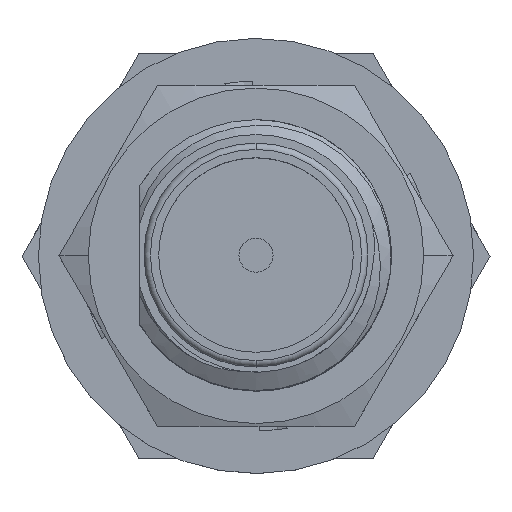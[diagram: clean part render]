
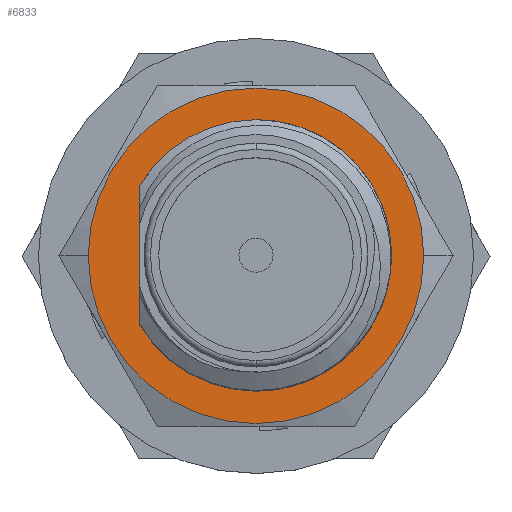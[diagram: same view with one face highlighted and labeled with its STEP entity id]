
A CAD part, top view. The second image highlights one B-rep face of the part: STEP entity #6833.
In plain terms, the highlighted planar face has unit normal (0, 0, 1).
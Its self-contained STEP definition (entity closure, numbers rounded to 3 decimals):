
#151=DIRECTION('',(0.,1.,0.));
#152=VECTOR('',#151,0.669);
#153=CARTESIAN_POINT('',(-2.725,-0.334,-10.6));
#154=LINE('',#153,#152);
#175=CARTESIAN_POINT('',(0.,0.,-10.6));
#176=DIRECTION('',(0.,0.,1.));
#177=DIRECTION('',(1.,0.,0.));
#178=AXIS2_PLACEMENT_3D('',#175,#176,#177);
#180=CARTESIAN_POINT('',(0.,0.,-10.6));
#181=DIRECTION('',(0.,0.,1.));
#182=DIRECTION('',(-1.,0.,0.));
#183=AXIS2_PLACEMENT_3D('',#180,#181,#182);
#5414=CARTESIAN_POINT('',(0.,0.,-10.6));
#5415=DIRECTION('',(0.,0.,-1.));
#5416=DIRECTION('',(0.893,0.451,0.));
#5417=AXIS2_PLACEMENT_3D('',#5414,#5415,#5416);
#5471=CARTESIAN_POINT('',(3.017,-0.99,-10.6));
#5472=CARTESIAN_POINT('',(2.967,-1.111,-10.6));
#5473=CARTESIAN_POINT('',(2.856,-1.342,-10.6));
#5474=CARTESIAN_POINT('',(2.649,-1.663,-10.6));
#5475=CARTESIAN_POINT('',(2.418,-1.943,-10.6));
#5476=CARTESIAN_POINT('',(2.164,-2.188,-10.6));
#5477=CARTESIAN_POINT('',(1.886,-2.402,-10.6));
#5478=CARTESIAN_POINT('',(1.584,-2.581,-10.6));
#5479=CARTESIAN_POINT('',(1.265,-2.723,-10.6));
#5480=CARTESIAN_POINT('',(0.944,-2.823,-10.6));
#5481=CARTESIAN_POINT('',(0.646,-2.881,-10.6));
#5482=CARTESIAN_POINT('',(0.386,-2.906,-10.6));
#5483=CARTESIAN_POINT('',(0.159,-2.91,-10.6));
#5484=CARTESIAN_POINT('',(-0.047,-2.899,-10.6));
#5485=CARTESIAN_POINT('',(-0.247,-2.874,-10.6));
#5486=CARTESIAN_POINT('',(-0.449,-2.834,-10.6));
#5487=CARTESIAN_POINT('',(-0.65,-2.778,-10.6));
#5488=CARTESIAN_POINT('',(-0.844,-2.709,-10.6));
#5489=CARTESIAN_POINT('',(-1.032,-2.625,-10.6));
#5490=CARTESIAN_POINT('',(-1.215,-2.528,-10.6));
#5491=CARTESIAN_POINT('',(-1.398,-2.412,-10.6));
#5492=CARTESIAN_POINT('',(-1.585,-2.272,-10.6));
#5493=CARTESIAN_POINT('',(-1.716,-2.154,-10.6));
#5494=CARTESIAN_POINT('',(-1.781,-2.089,-10.6));
#5504=CARTESIAN_POINT('',(-1.781,-2.089,-10.6));
#5505=CARTESIAN_POINT('',(-1.832,-2.046,-10.6));
#5506=CARTESIAN_POINT('',(-1.929,-1.957,-10.6));
#5507=CARTESIAN_POINT('',(-2.058,-1.82,-10.6));
#5508=CARTESIAN_POINT('',(-2.175,-1.678,-10.6));
#5509=CARTESIAN_POINT('',(-2.282,-1.529,-10.6));
#5510=CARTESIAN_POINT('',(-2.379,-1.373,-10.6));
#5511=CARTESIAN_POINT('',(-2.466,-1.211,-10.6));
#5512=CARTESIAN_POINT('',(-2.541,-1.044,-10.6));
#5513=CARTESIAN_POINT('',(-2.605,-0.871,-10.6));
#5514=CARTESIAN_POINT('',(-2.658,-0.695,-10.6));
#5515=CARTESIAN_POINT('',(-2.699,-0.516,-10.6));
#5516=CARTESIAN_POINT('',(-2.718,-0.395,-10.6));
#5517=CARTESIAN_POINT('',(-2.725,-0.334,-10.6));
#5708=CARTESIAN_POINT('',(-2.089,1.781,-10.6));
#5709=CARTESIAN_POINT('',(-2.02,1.877,-10.6));
#5710=CARTESIAN_POINT('',(-1.869,2.058,-10.6));
#5711=CARTESIAN_POINT('',(-1.608,2.301,-10.6));
#5712=CARTESIAN_POINT('',(-1.323,2.506,-10.6));
#5713=CARTESIAN_POINT('',(-1.019,2.674,-10.6));
#5714=CARTESIAN_POINT('',(-0.694,2.804,-10.6));
#5715=CARTESIAN_POINT('',(-0.354,2.894,-10.6));
#5716=CARTESIAN_POINT('',(-0.002,2.941,-10.6));
#5717=CARTESIAN_POINT('',(0.343,2.945,-10.6));
#5718=CARTESIAN_POINT('',(0.653,2.914,-10.6));
#5719=CARTESIAN_POINT('',(0.913,2.862,-10.6));
#5720=CARTESIAN_POINT('',(1.137,2.799,-10.6));
#5721=CARTESIAN_POINT('',(1.343,2.724,-10.6));
#5722=CARTESIAN_POINT('',(1.545,2.634,-10.6));
#5723=CARTESIAN_POINT('',(1.745,2.526,-10.6));
#5724=CARTESIAN_POINT('',(1.941,2.4,-10.6));
#5725=CARTESIAN_POINT('',(2.117,2.266,-10.6));
#5726=CARTESIAN_POINT('',(2.267,2.136,-10.6));
#5727=CARTESIAN_POINT('',(2.396,2.008,-10.6));
#5728=CARTESIAN_POINT('',(2.514,1.879,-10.6));
#5729=CARTESIAN_POINT('',(2.626,1.741,-10.6));
#5730=CARTESIAN_POINT('',(2.735,1.59,-10.6));
#5731=CARTESIAN_POINT('',(2.802,1.485,-10.6));
#5732=CARTESIAN_POINT('',(2.834,1.431,-10.6));
#5750=CARTESIAN_POINT('',(-2.725,0.334,-10.6));
#5751=CARTESIAN_POINT('',(-2.717,0.399,-10.6));
#5752=CARTESIAN_POINT('',(-2.697,0.528,-10.6));
#5753=CARTESIAN_POINT('',(-2.65,0.726,-10.6));
#5754=CARTESIAN_POINT('',(-2.59,0.918,-10.6));
#5755=CARTESIAN_POINT('',(-2.518,1.099,-10.6));
#5756=CARTESIAN_POINT('',(-2.439,1.264,-10.6));
#5757=CARTESIAN_POINT('',(-2.356,1.413,-10.6));
#5758=CARTESIAN_POINT('',(-2.271,1.545,-10.6));
#5759=CARTESIAN_POINT('',(-2.184,1.666,-10.6));
#5760=CARTESIAN_POINT('',(-2.121,1.743,-10.6));
#5761=CARTESIAN_POINT('',(-2.089,1.781,-10.6));
#6130=CARTESIAN_POINT('',(-3.932,0.,-10.6));
#6131=CARTESIAN_POINT('',(3.932,0.,-10.6));
#6132=VERTEX_POINT('',#6130);
#6133=VERTEX_POINT('',#6131);
#6171=CARTESIAN_POINT('',(-2.725,-0.334,-10.6));
#6172=CARTESIAN_POINT('',(-2.725,0.334,-10.6));
#6173=VERTEX_POINT('',#6171);
#6174=VERTEX_POINT('',#6172);
#6177=VERTEX_POINT('',#5471);
#6178=VERTEX_POINT('',#5494);
#6180=VERTEX_POINT('',#5708);
#6181=VERTEX_POINT('',#5732);
#6809=CARTESIAN_POINT('',(0.,0.,-10.6));
#6810=DIRECTION('',(0.,0.,1.));
#6811=DIRECTION('',(1.,0.,0.));
#6812=AXIS2_PLACEMENT_3D('',#6809,#6810,#6811);
#6813=PLANE('',#6812);
#6815=ORIENTED_EDGE('',*,*,#6814,.F.);
#6817=ORIENTED_EDGE('',*,*,#6816,.F.);
#6818=EDGE_LOOP('',(#6815,#6817));
#6819=FACE_OUTER_BOUND('',#6818,.F.);
#6821=ORIENTED_EDGE('',*,*,#6820,.F.);
#6823=ORIENTED_EDGE('',*,*,#6822,.F.);
#6825=ORIENTED_EDGE('',*,*,#6824,.F.);
#6826=ORIENTED_EDGE('',*,*,#6540,.F.);
#6828=ORIENTED_EDGE('',*,*,#6827,.F.);
#6830=ORIENTED_EDGE('',*,*,#6829,.F.);
#6831=EDGE_LOOP('',(#6821,#6823,#6825,#6826,#6828,#6830));
#6832=FACE_BOUND('',#6831,.F.);
#179=CIRCLE('',#178,3.932);
#184=CIRCLE('',#183,3.932);
#5418=CIRCLE('',#5417,3.175);
#5495=B_SPLINE_CURVE_WITH_KNOTS('',3,(#5471,#5472,#5473,#5474,#5475,#5476,#5477,
#5478,#5479,#5480,#5481,#5482,#5483,#5484,#5485,#5486,#5487,#5488,#5489,#5490,
#5491,#5492,#5493,#5494),.UNSPECIFIED.,.F.,.F.,(4,1,1,1,1,1,1,1,1,1,1,1,1,1,1,1,
1,1,1,1,1,4),(0.,0.048,0.095,0.143,
0.19,0.238,0.286,0.333,
0.381,0.429,0.476,0.524,
0.571,0.619,0.667,0.714,
0.762,0.81,0.857,0.905,
0.952,1.),.UNSPECIFIED.);
#5518=B_SPLINE_CURVE_WITH_KNOTS('',3,(#5504,#5505,#5506,#5507,#5508,#5509,#5510,
#5511,#5512,#5513,#5514,#5515,#5516,#5517),.UNSPECIFIED.,.F.,.F.,(4,1,1,1,1,1,1,
1,1,1,1,4),(0.,0.091,0.182,0.273,
0.364,0.455,0.545,0.636,
0.727,0.818,0.909,1.),.UNSPECIFIED.);
#5733=B_SPLINE_CURVE_WITH_KNOTS('',3,(#5708,#5709,#5710,#5711,#5712,#5713,#5714,
#5715,#5716,#5717,#5718,#5719,#5720,#5721,#5722,#5723,#5724,#5725,#5726,#5727,
#5728,#5729,#5730,#5731,#5732),.UNSPECIFIED.,.F.,.F.,(4,1,1,1,1,1,1,1,1,1,1,1,1,
1,1,1,1,1,1,1,1,1,4),(0.,0.045,0.091,
0.136,0.182,0.227,0.273,
0.318,0.364,0.409,0.455,0.5,
0.545,0.591,0.636,0.682,
0.727,0.773,0.818,0.864,
0.909,0.955,1.),.UNSPECIFIED.);
#5762=B_SPLINE_CURVE_WITH_KNOTS('',3,(#5750,#5751,#5752,#5753,#5754,#5755,#5756,
#5757,#5758,#5759,#5760,#5761),.UNSPECIFIED.,.F.,.F.,(4,1,1,1,1,1,1,1,1,4),
(0.,0.111,0.222,0.333,0.444,
0.556,0.667,0.778,0.889,1.),
.UNSPECIFIED.);
#6540=EDGE_CURVE('',#6173,#6174,#154,.T.);
#6814=EDGE_CURVE('',#6133,#6132,#179,.T.);
#6816=EDGE_CURVE('',#6132,#6133,#184,.T.);
#6820=EDGE_CURVE('',#6181,#6177,#5418,.T.);
#6822=EDGE_CURVE('',#6180,#6181,#5733,.T.);
#6824=EDGE_CURVE('',#6174,#6180,#5762,.T.);
#6827=EDGE_CURVE('',#6178,#6173,#5518,.T.);
#6829=EDGE_CURVE('',#6177,#6178,#5495,.T.);
#6833=ADVANCED_FACE('',(#6819,#6832),#6813,.T.);
